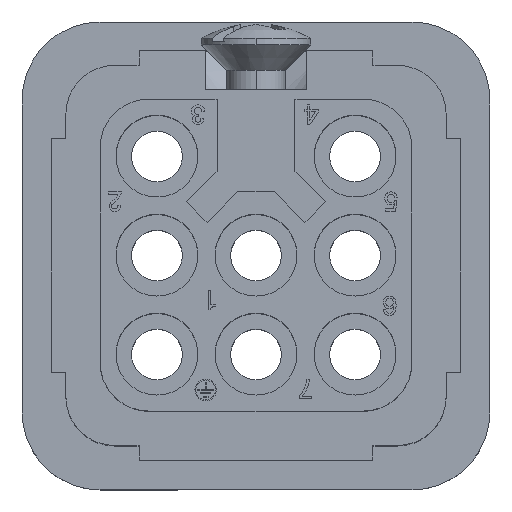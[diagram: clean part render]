
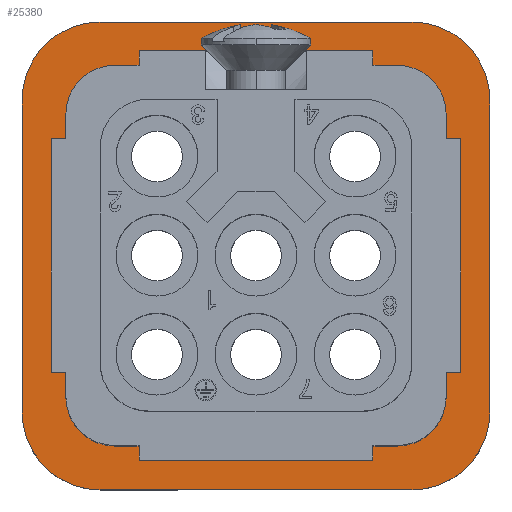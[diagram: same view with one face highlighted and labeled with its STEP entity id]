
A CAD part, top view. The second image highlights one B-rep face of the part: STEP entity #25380.
In plain terms, the highlighted face is planar.
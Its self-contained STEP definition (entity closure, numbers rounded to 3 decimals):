
#540=CARTESIAN_POINT('',(15.5,-7.25,-9.75));
#550=VERTEX_POINT('',#540);
#710=CARTESIAN_POINT('',(15.5,-9.75,-7.25));
#720=VERTEX_POINT('',#710);
#750=CARTESIAN_POINT('',(15.5,-7.25,-7.25));
#760=DIRECTION('',(1.,0.,0.));
#770=DIRECTION('',(0.,-1.,0.));
#780=AXIS2_PLACEMENT_3D('',#750,#760,#770);
#790=CIRCLE('',#780,2.5);
#800=EDGE_CURVE('',#720,#550,#790,.T.);
#1760=CARTESIAN_POINT('',(15.5,7.25,-9.75));
#1770=VERTEX_POINT('',#1760);
#1920=CARTESIAN_POINT('',(15.5,6.,-9.75));
#1930=VERTEX_POINT('',#1920);
#1960=CARTESIAN_POINT('',(15.5,0.,-9.75));
#1970=DIRECTION('',(0.,1.,0.));
#1980=VECTOR('',#1970,1.);
#1990=LINE('',#1960,#1980);
#2000=EDGE_CURVE('',#1930,#1770,#1990,.T.);
#2540=CARTESIAN_POINT('',(15.5,-7.25,9.75));
#2550=VERTEX_POINT('',#2540);
#2720=CARTESIAN_POINT('',(15.5,-6.,9.75));
#2730=VERTEX_POINT('',#2720);
#2760=CARTESIAN_POINT('',(15.5,0.,9.75));
#2770=DIRECTION('',(0.,-1.,0.));
#2780=VECTOR('',#2770,1.);
#2790=LINE('',#2760,#2780);
#2800=EDGE_CURVE('',#2730,#2550,#2790,.T.);
#3600=CARTESIAN_POINT('',(15.5,10.5,-6.));
#3610=VERTEX_POINT('',#3600);
#3780=CARTESIAN_POINT('',(15.5,9.75,-6.));
#3790=VERTEX_POINT('',#3780);
#3820=CARTESIAN_POINT('',(15.5,0.,-6.));
#3830=DIRECTION('',(0.,1.,0.));
#3840=VECTOR('',#3830,1.);
#3850=LINE('',#3820,#3840);
#3860=EDGE_CURVE('',#3790,#3610,#3850,.T.);
#4440=CARTESIAN_POINT('',(15.5,-9.75,6.));
#4450=VERTEX_POINT('',#4440);
#4600=CARTESIAN_POINT('',(15.5,-9.75,7.25));
#4610=VERTEX_POINT('',#4600);
#4640=CARTESIAN_POINT('',(15.5,-9.75,0.));
#4650=DIRECTION('',(0.,0.,-1.));
#4660=VECTOR('',#4650,1.);
#4670=LINE('',#4640,#4660);
#4680=EDGE_CURVE('',#4610,#4450,#4670,.T.);
#4860=CARTESIAN_POINT('',(15.5,-9.75,-6.));
#4870=VERTEX_POINT('',#4860);
#4900=EDGE_CURVE('',#4870,#720,#4670,.T.);
#8370=CARTESIAN_POINT('',(15.5,-6.,-10.5));
#8380=VERTEX_POINT('',#8370);
#8460=CARTESIAN_POINT('',(15.5,-6.,-9.75));
#8470=VERTEX_POINT('',#8460);
#8500=CARTESIAN_POINT('',(15.5,-6.,0.));
#8510=DIRECTION('',(0.,0.,-1.));
#8520=VECTOR('',#8510,1.);
#8530=LINE('',#8500,#8520);
#8540=EDGE_CURVE('',#8470,#8380,#8530,.T.);
#9130=CARTESIAN_POINT('',(15.5,6.,-10.5));
#9140=VERTEX_POINT('',#9130);
#9170=CARTESIAN_POINT('',(15.5,6.,0.));
#9180=DIRECTION('',(0.,0.,1.));
#9190=VECTOR('',#9180,1.);
#9200=LINE('',#9170,#9190);
#9210=EDGE_CURVE('',#9140,#1930,#9200,.T.);
#9340=CARTESIAN_POINT('',(15.5,0.,-10.5));
#9350=DIRECTION('',(0.,-1.,0.));
#9360=VECTOR('',#9350,1.);
#9370=LINE('',#9340,#9360);
#9380=EDGE_CURVE('',#9140,#8380,#9370,.T.);
#9830=CARTESIAN_POINT('',(15.5,-10.5,6.));
#9840=VERTEX_POINT('',#9830);
#9890=CARTESIAN_POINT('',(15.5,0.,6.));
#9900=DIRECTION('',(0.,-1.,0.));
#9910=VECTOR('',#9900,1.);
#9920=LINE('',#9890,#9910);
#9930=EDGE_CURVE('',#4450,#9840,#9920,.T.);
#10500=CARTESIAN_POINT('',(15.5,-10.5,-6.));
#10510=VERTEX_POINT('',#10500);
#10540=CARTESIAN_POINT('',(15.5,0.,-6.));
#10550=DIRECTION('',(0.,1.,0.));
#10560=VECTOR('',#10550,1.);
#10570=LINE('',#10540,#10560);
#10580=EDGE_CURVE('',#10510,#4870,#10570,.T.);
#10710=CARTESIAN_POINT('',(15.5,-10.5,0.));
#10720=DIRECTION('',(0.,0.,1.));
#10730=VECTOR('',#10720,1.);
#10740=LINE('',#10710,#10730);
#10750=EDGE_CURVE('',#10510,#9840,#10740,.T.);
#16510=CARTESIAN_POINT('',(15.5,1.469,
12.));
#16520=DIRECTION('',(0.,1.,0.));
#16530=VECTOR('',#16520,1.);
#16540=LINE('',#16510,#16530);
#16550=CARTESIAN_POINT('',(15.5,-8.,
12.));
#16560=VERTEX_POINT('',#16550);
#16570=CARTESIAN_POINT('',(15.5,8.,
12.));
#16580=VERTEX_POINT('',#16570);
#16590=EDGE_CURVE('',#16560,#16580,#16540,.T.);
#18130=CARTESIAN_POINT('',(15.5,-12.,
9.36));
#18140=DIRECTION('',(0.,0.,1.));
#18150=VECTOR('',#18140,1.);
#18160=LINE('',#18130,#18150);
#18170=CARTESIAN_POINT('',(15.5,-12.,
-8.));
#18180=VERTEX_POINT('',#18170);
#18190=CARTESIAN_POINT('',(15.5,-12.,
8.));
#18200=VERTEX_POINT('',#18190);
#18210=EDGE_CURVE('',#18180,#18200,#18160,.T.);
#19710=CARTESIAN_POINT('',(15.5,-8.,
-8.));
#19720=DIRECTION('',(1.,0.,0.));
#19730=DIRECTION('',(0.,1.,0.));
#19740=AXIS2_PLACEMENT_3D('',#19710,#19720,#19730);
#19750=CIRCLE('',#19740,4.);
#19760=CARTESIAN_POINT('',(15.5,-8.,
-12.));
#19770=VERTEX_POINT('',#19760);
#19780=EDGE_CURVE('',#18180,#19770,#19750,.T.);
#20920=CARTESIAN_POINT('',(15.5,12.,
-8.));
#20930=VERTEX_POINT('',#20920);
#20960=CARTESIAN_POINT('',(15.5,8.,
-8.));
#20970=DIRECTION('',(1.,0.,0.));
#20980=DIRECTION('',(0.,1.,0.));
#20990=AXIS2_PLACEMENT_3D('',#20960,#20970,#20980);
#21000=CIRCLE('',#20990,4.);
#21010=CARTESIAN_POINT('',(15.5,8.,
-12.));
#21020=VERTEX_POINT('',#21010);
#21030=EDGE_CURVE('',#21020,#20930,#21000,.T.);
#24060=CARTESIAN_POINT('',(15.5,10.217,
-5.462));
#24070=DIRECTION('',(1.,0.,0.));
#24080=DIRECTION('',(0.,1.,0.));
#24090=AXIS2_PLACEMENT_3D('',#24060,#24070,#24080);
#24100=PLANE('',#24090);
#24110=CARTESIAN_POINT('',(15.5,7.25,7.25));
#24120=DIRECTION('',(1.,0.,0.));
#24130=DIRECTION('',(0.,1.,0.));
#24140=AXIS2_PLACEMENT_3D('',#24110,#24120,#24130);
#24150=CIRCLE('',#24140,2.5);
#24160=CARTESIAN_POINT('',(15.5,9.75,7.25));
#24170=VERTEX_POINT('',#24160);
#24180=CARTESIAN_POINT('',(15.5,7.25,9.75));
#24190=VERTEX_POINT('',#24180);
#24200=EDGE_CURVE('',#24170,#24190,#24150,.T.);
#24210=ORIENTED_EDGE('',*,*,#24200,.T.);
#24220=CARTESIAN_POINT('',(15.5,9.75,0.));
#24230=DIRECTION('',(0.,0.,1.));
#24240=VECTOR('',#24230,1.);
#24250=LINE('',#24220,#24240);
#24260=CARTESIAN_POINT('',(15.5,9.75,6.));
#24270=VERTEX_POINT('',#24260);
#24280=EDGE_CURVE('',#24270,#24170,#24250,.T.);
#24290=ORIENTED_EDGE('',*,*,#24280,.T.);
#24300=CARTESIAN_POINT('',(15.5,0.,6.));
#24310=DIRECTION('',(0.,-1.,0.));
#24320=VECTOR('',#24310,1.);
#24330=LINE('',#24300,#24320);
#24340=CARTESIAN_POINT('',(15.5,10.5,6.));
#24350=VERTEX_POINT('',#24340);
#24360=EDGE_CURVE('',#24350,#24270,#24330,.T.);
#24370=ORIENTED_EDGE('',*,*,#24360,.T.);
#24380=CARTESIAN_POINT('',(15.5,10.5,0.));
#24390=DIRECTION('',(0.,0.,-1.));
#24400=VECTOR('',#24390,1.);
#24410=LINE('',#24380,#24400);
#24420=EDGE_CURVE('',#24350,#3610,#24410,.T.);
#24430=ORIENTED_EDGE('',*,*,#24420,.F.);
#24440=ORIENTED_EDGE('',*,*,#3860,.T.);
#24450=CARTESIAN_POINT('',(15.5,9.75,-7.25));
#24460=VERTEX_POINT('',#24450);
#24470=EDGE_CURVE('',#24460,#3790,#24250,.T.);
#24480=ORIENTED_EDGE('',*,*,#24470,.T.);
#24490=CARTESIAN_POINT('',(15.5,7.25,-7.25));
#24500=DIRECTION('',(1.,0.,0.));
#24510=DIRECTION('',(0.,0.,-1.));
#24520=AXIS2_PLACEMENT_3D('',#24490,#24500,#24510);
#24530=CIRCLE('',#24520,2.5);
#24540=EDGE_CURVE('',#1770,#24460,#24530,.T.);
#24550=ORIENTED_EDGE('',*,*,#24540,.T.);
#24560=ORIENTED_EDGE('',*,*,#2000,.T.);
#24570=ORIENTED_EDGE('',*,*,#9210,.T.);
#24580=ORIENTED_EDGE('',*,*,#9380,.F.);
#24590=ORIENTED_EDGE('',*,*,#8540,.T.);
#24600=EDGE_CURVE('',#550,#8470,#1990,.T.);
#24610=ORIENTED_EDGE('',*,*,#24600,.T.);
#24620=ORIENTED_EDGE('',*,*,#800,.T.);
#24630=ORIENTED_EDGE('',*,*,#4900,.T.);
#24640=ORIENTED_EDGE('',*,*,#10580,.T.);
#24650=ORIENTED_EDGE('',*,*,#10750,.F.);
#24660=ORIENTED_EDGE('',*,*,#9930,.T.);
#24670=ORIENTED_EDGE('',*,*,#4680,.T.);
#24680=CARTESIAN_POINT('',(15.5,-7.25,7.25));
#24690=DIRECTION('',(1.,0.,0.));
#24700=DIRECTION('',(0.,0.,1.));
#24710=AXIS2_PLACEMENT_3D('',#24680,#24690,#24700);
#24720=CIRCLE('',#24710,2.5);
#24730=EDGE_CURVE('',#2550,#4610,#24720,.T.);
#24740=ORIENTED_EDGE('',*,*,#24730,.T.);
#24750=ORIENTED_EDGE('',*,*,#2800,.T.);
#24760=CARTESIAN_POINT('',(15.5,-6.,0.));
#24770=DIRECTION('',(0.,0.,-1.));
#24780=VECTOR('',#24770,1.);
#24790=LINE('',#24760,#24780);
#24800=CARTESIAN_POINT('',(15.5,-6.,10.5));
#24810=VERTEX_POINT('',#24800);
#24820=EDGE_CURVE('',#24810,#2730,#24790,.T.);
#24830=ORIENTED_EDGE('',*,*,#24820,.T.);
#24840=CARTESIAN_POINT('',(15.5,0.,10.5));
#24850=DIRECTION('',(0.,1.,0.));
#24860=VECTOR('',#24850,1.);
#24870=LINE('',#24840,#24860);
#24880=CARTESIAN_POINT('',(15.5,6.,10.5));
#24890=VERTEX_POINT('',#24880);
#24900=EDGE_CURVE('',#24810,#24890,#24870,.T.);
#24910=ORIENTED_EDGE('',*,*,#24900,.F.);
#24920=CARTESIAN_POINT('',(15.5,6.,0.));
#24930=DIRECTION('',(0.,0.,1.));
#24940=VECTOR('',#24930,1.);
#24950=LINE('',#24920,#24940);
#24960=CARTESIAN_POINT('',(15.5,6.,9.75));
#24970=VERTEX_POINT('',#24960);
#24980=EDGE_CURVE('',#24970,#24890,#24950,.T.);
#24990=ORIENTED_EDGE('',*,*,#24980,.T.);
#25000=EDGE_CURVE('',#24190,#24970,#2790,.T.);
#25010=ORIENTED_EDGE('',*,*,#25000,.T.);
#25020=EDGE_LOOP('',(#25010,#24990,#24910,#24830,#24750,#24740,#24670,
#24660,#24650,#24640,#24630,#24620,#24610,#24590,#24580,#24570,#24560,
#24550,#24480,#24440,#24430,#24370,#24290,#24210));
#25030=FACE_BOUND('',#25020,.T.);
#25040=CARTESIAN_POINT('',(15.5,-8.,
8.));
#25050=DIRECTION('',(1.,0.,0.));
#25060=DIRECTION('',(0.,1.,0.));
#25070=AXIS2_PLACEMENT_3D('',#25040,#25050,#25060);
#25080=CIRCLE('',#25070,4.);
#25090=EDGE_CURVE('',#16560,#18200,#25080,.T.);
#25100=ORIENTED_EDGE('',*,*,#25090,.F.);
#25110=ORIENTED_EDGE('',*,*,#18210,.T.);
#25120=ORIENTED_EDGE('',*,*,#19780,.F.);
#25130=CARTESIAN_POINT('',(15.5,1.469,
-12.));
#25140=DIRECTION('',(0.,-1.,0.));
#25150=VECTOR('',#25140,1.);
#25160=LINE('',#25130,#25150);
#25170=EDGE_CURVE('',#21020,#19770,#25160,.T.);
#25180=ORIENTED_EDGE('',*,*,#25170,.T.);
#25190=ORIENTED_EDGE('',*,*,#21030,.F.);
#25200=CARTESIAN_POINT('',(15.5,12.,
9.36));
#25210=DIRECTION('',(0.,0.,-1.));
#25220=VECTOR('',#25210,1.);
#25230=LINE('',#25200,#25220);
#25240=CARTESIAN_POINT('',(15.5,12.,
8.));
#25250=VERTEX_POINT('',#25240);
#25260=EDGE_CURVE('',#25250,#20930,#25230,.T.);
#25270=ORIENTED_EDGE('',*,*,#25260,.T.);
#25280=CARTESIAN_POINT('',(15.5,8.,
8.));
#25290=DIRECTION('',(1.,0.,0.));
#25300=DIRECTION('',(0.,1.,0.));
#25310=AXIS2_PLACEMENT_3D('',#25280,#25290,#25300);
#25320=CIRCLE('',#25310,4.);
#25330=EDGE_CURVE('',#25250,#16580,#25320,.T.);
#25340=ORIENTED_EDGE('',*,*,#25330,.F.);
#25350=ORIENTED_EDGE('',*,*,#16590,.T.);
#25360=EDGE_LOOP('',(#25350,#25340,#25270,#25190,#25180,#25120,#25110,
#25100));
#25370=FACE_OUTER_BOUND('',#25360,.T.);
#25380=ADVANCED_FACE('',(#25030,#25370),#24100,.F.);
